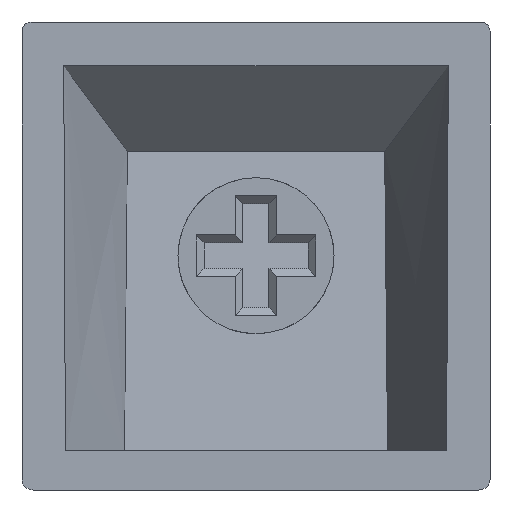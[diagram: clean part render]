
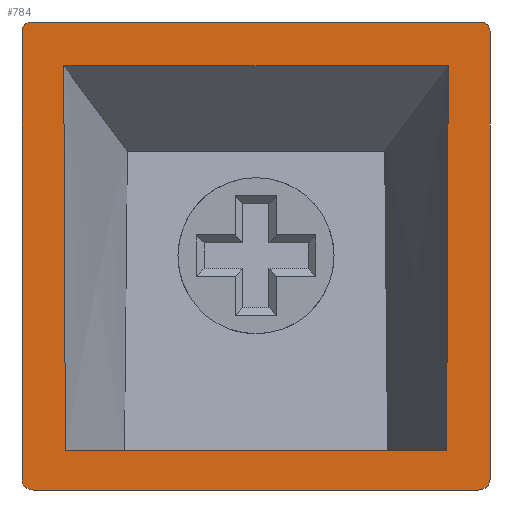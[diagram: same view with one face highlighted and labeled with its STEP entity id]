
A CAD part, front view. The second image highlights one B-rep face of the part: STEP entity #784.
In plain terms, the highlighted planar face has unit normal (0, -1, 0).
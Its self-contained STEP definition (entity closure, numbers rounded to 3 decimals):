
#784=ADVANCED_FACE('',(#785,#875),#919,.T.);
#785=FACE_BOUND('',#786,.T.);
#786=EDGE_LOOP('',(#787,#797,#811,#819,#833,#841,#855,#863));
#787=ORIENTED_EDGE('',*,*,#788,.T.);
#788=EDGE_CURVE('',#789,#791,#793,.F.);
#789=VERTEX_POINT('',#790);
#790=CARTESIAN_POINT('',(0.451,0.0,-18.0));
#791=VERTEX_POINT('',#792);
#792=CARTESIAN_POINT('',(17.549,0.0,-18.0));
#793=LINE('',#794,#795);
#794=CARTESIAN_POINT('',(0.0,0.0,-18.0));
#795=VECTOR('',#796,1.0);
#796=DIRECTION('',(-1.0,0.0,0.0));
#797=ORIENTED_EDGE('',*,*,#798,.T.);
#798=EDGE_CURVE('',#791,#799,#801,.T.);
#799=VERTEX_POINT('',#800);
#800=CARTESIAN_POINT('',(18.0,0.0,-17.6));
#801=B_SPLINE_CURVE_WITH_KNOTS('',2,(#802,#803,#804,#805,#806,#807,#808,#809,#810),.UNSPECIFIED.,.F.,.U.,(3,2,2,2,3),(0.0,0.25,0.5,0.75,1.0),.PIECEWISE_BEZIER_KNOTS.);
#802=CARTESIAN_POINT('',(17.549,0.0,-18.0));
#803=CARTESIAN_POINT('',(17.634,0.0,-18.0));
#804=CARTESIAN_POINT('',(17.714,0.0,-17.973));
#805=CARTESIAN_POINT('',(17.793,0.0,-17.946));
#806=CARTESIAN_POINT('',(17.858,0.0,-17.892));
#807=CARTESIAN_POINT('',(17.924,0.0,-17.838));
#808=CARTESIAN_POINT('',(17.962,0.0,-17.762));
#809=CARTESIAN_POINT('',(18.,0.0,-17.686));
#810=CARTESIAN_POINT('',(18.,0.0,-17.6));
#811=ORIENTED_EDGE('',*,*,#812,.T.);
#812=EDGE_CURVE('',#799,#813,#815,.F.);
#813=VERTEX_POINT('',#814);
#814=CARTESIAN_POINT('',(18.0,0.0,-0.379));
#815=LINE('',#816,#817);
#816=CARTESIAN_POINT('',(18.0,0.0,0.0));
#817=VECTOR('',#818,1.0);
#818=DIRECTION('',(0.0,0.0,-1.0));
#819=ORIENTED_EDGE('',*,*,#820,.T.);
#820=EDGE_CURVE('',#813,#821,#823,.T.);
#821=VERTEX_POINT('',#822);
#822=CARTESIAN_POINT('',(17.641,0.0,0.0));
#823=B_SPLINE_CURVE_WITH_KNOTS('',2,(#824,#825,#826,#827,#828,#829,#830,#831,#832),.UNSPECIFIED.,.F.,.U.,(3,2,2,2,3),(0.0,0.25,0.5,0.75,1.0),.PIECEWISE_BEZIER_KNOTS.);
#824=CARTESIAN_POINT('',(18.,0.0,-0.379));
#825=CARTESIAN_POINT('',(18.,0.0,-0.304));
#826=CARTESIAN_POINT('',(17.976,0.0,-0.235));
#827=CARTESIAN_POINT('',(17.952,0.0,-0.166));
#828=CARTESIAN_POINT('',(17.902,0.0,-0.111));
#829=CARTESIAN_POINT('',(17.854,0.0,-0.058));
#830=CARTESIAN_POINT('',(17.784,0.0,-0.028));
#831=CARTESIAN_POINT('',(17.718,0.0,0.));
#832=CARTESIAN_POINT('',(17.641,0.0,0.));
#833=ORIENTED_EDGE('',*,*,#834,.T.);
#834=EDGE_CURVE('',#821,#835,#837,.F.);
#835=VERTEX_POINT('',#836);
#836=CARTESIAN_POINT('',(0.359,0.0,0.0));
#837=LINE('',#838,#839);
#838=CARTESIAN_POINT('',(0.0,0.0,0.0));
#839=VECTOR('',#840,1.0);
#840=DIRECTION('',(1.0,0.0,0.0));
#841=ORIENTED_EDGE('',*,*,#842,.T.);
#842=EDGE_CURVE('',#835,#843,#845,.T.);
#843=VERTEX_POINT('',#844);
#844=CARTESIAN_POINT('',(0.0,0.0,-0.379));
#845=B_SPLINE_CURVE_WITH_KNOTS('',2,(#846,#847,#848,#849,#850,#851,#852,#853,#854),.UNSPECIFIED.,.F.,.U.,(3,2,2,2,3),(0.0,0.25,0.5,0.75,1.0),.PIECEWISE_BEZIER_KNOTS.);
#846=CARTESIAN_POINT('',(0.359,0.0,0.));
#847=CARTESIAN_POINT('',(0.284,0.0,0.));
#848=CARTESIAN_POINT('',(0.217,0.0,-0.028));
#849=CARTESIAN_POINT('',(0.15,0.0,-0.056));
#850=CARTESIAN_POINT('',(0.098,0.0,-0.111));
#851=CARTESIAN_POINT('',(0.05,0.0,-0.163));
#852=CARTESIAN_POINT('',(0.024,0.0,-0.235));
#853=CARTESIAN_POINT('',(0.,0.0,-0.302));
#854=CARTESIAN_POINT('',(0.,0.0,-0.379));
#855=ORIENTED_EDGE('',*,*,#856,.T.);
#856=EDGE_CURVE('',#843,#857,#859,.F.);
#857=VERTEX_POINT('',#858);
#858=CARTESIAN_POINT('',(0.0,0.0,-17.6));
#859=LINE('',#860,#861);
#860=CARTESIAN_POINT('',(0.0,0.0,0.0));
#861=VECTOR('',#862,1.0);
#862=DIRECTION('',(0.0,0.0,1.0));
#863=ORIENTED_EDGE('',*,*,#864,.T.);
#864=EDGE_CURVE('',#857,#789,#865,.T.);
#865=B_SPLINE_CURVE_WITH_KNOTS('',2,(#866,#867,#868,#869,#870,#871,#872,#873,#874),.UNSPECIFIED.,.F.,.U.,(3,2,2,2,3),(0.0,0.25,0.5,0.75,1.0),.PIECEWISE_BEZIER_KNOTS.);
#866=CARTESIAN_POINT('',(0.,0.0,-17.6));
#867=CARTESIAN_POINT('',(0.,0.0,-17.683));
#868=CARTESIAN_POINT('',(0.038,0.0,-17.761));
#869=CARTESIAN_POINT('',(0.074,0.0,-17.834));
#870=CARTESIAN_POINT('',(0.141,0.0,-17.892));
#871=CARTESIAN_POINT('',(0.203,0.0,-17.944));
#872=CARTESIAN_POINT('',(0.286,0.0,-17.973));
#873=CARTESIAN_POINT('',(0.364,0.0,-18.0));
#874=CARTESIAN_POINT('',(0.451,0.0,-18.0));
#875=FACE_BOUND('',#876,.T.);
#876=EDGE_LOOP('',(#877,#887,#900,#908));
#877=ORIENTED_EDGE('',*,*,#878,.T.);
#878=EDGE_CURVE('',#879,#881,#883,.T.);
#879=VERTEX_POINT('',#880);
#880=CARTESIAN_POINT('',(16.332,0.,-16.5));
#881=VERTEX_POINT('',#882);
#882=CARTESIAN_POINT('',(1.668,0.0,-16.5));
#883=LINE('',#884,#885);
#884=CARTESIAN_POINT('',(0.0,0.0,-16.5));
#885=VECTOR('',#886,1.0);
#886=DIRECTION('',(-1.0,0.0,0.0));
#887=ORIENTED_EDGE('',*,*,#888,.T.);
#888=EDGE_CURVE('',#881,#889,#891,.T.);
#889=VERTEX_POINT('',#890);
#890=CARTESIAN_POINT('',(1.606,0.,-1.689));
#891=B_SPLINE_CURVE_WITH_KNOTS('',3,(#892,#893,#894,#895,#896,#897,#898,#899),.UNSPECIFIED.,.F.,.U.,(4,2,2,4),(0.0,4.823,9.817,14.811),.UNSPECIFIED.);
#892=CARTESIAN_POINT('',(1.668,0.0,-16.5));
#893=CARTESIAN_POINT('',(1.658,0.0,-14.892));
#894=CARTESIAN_POINT('',(1.65,0.0,-13.285));
#895=CARTESIAN_POINT('',(1.635,0.0,-10.012));
#896=CARTESIAN_POINT('',(1.628,0.,-8.348));
#897=CARTESIAN_POINT('',(1.616,0.,-5.019));
#898=CARTESIAN_POINT('',(1.611,0.,-3.354));
#899=CARTESIAN_POINT('',(1.606,0.,-1.689));
#900=ORIENTED_EDGE('',*,*,#901,.T.);
#901=EDGE_CURVE('',#889,#902,#904,.T.);
#902=VERTEX_POINT('',#903);
#903=CARTESIAN_POINT('',(16.394,0.,-1.689));
#904=LINE('',#905,#906);
#905=CARTESIAN_POINT('',(0.0,0.0,-1.689));
#906=VECTOR('',#907,1.0);
#907=DIRECTION('',(1.0,0.0,0.0));
#908=ORIENTED_EDGE('',*,*,#909,.T.);
#909=EDGE_CURVE('',#902,#879,#910,.T.);
#910=B_SPLINE_CURVE_WITH_KNOTS('',3,(#911,#912,#913,#914,#915,#916,#917,#918),.UNSPECIFIED.,.F.,.U.,(4,2,2,4),(0.0,4.82,9.816,14.811),.UNSPECIFIED.);
#911=CARTESIAN_POINT('',(16.394,0.,-1.689));
#912=CARTESIAN_POINT('',(16.389,0.,-3.296));
#913=CARTESIAN_POINT('',(16.384,0.,-4.903));
#914=CARTESIAN_POINT('',(16.372,0.,-8.175));
#915=CARTESIAN_POINT('',(16.366,0.0,-9.84));
#916=CARTESIAN_POINT('',(16.35,0.0,-13.17));
#917=CARTESIAN_POINT('',(16.342,0.,-14.835));
#918=CARTESIAN_POINT('',(16.332,0.,-16.5));
#919=PLANE('',#920);
#920=AXIS2_PLACEMENT_3D('',#921,#922,#923);
#921=CARTESIAN_POINT('',(0.0,0.0,0.0));
#922=DIRECTION('',(0.0,-1.0,0.0));
#923=DIRECTION('',(0.0,0.0,-1.0));
